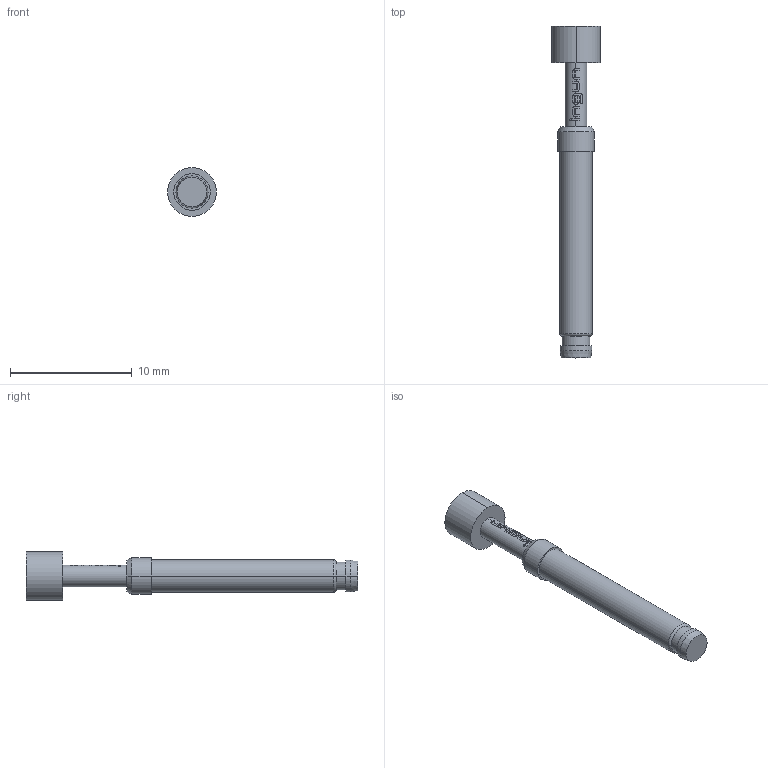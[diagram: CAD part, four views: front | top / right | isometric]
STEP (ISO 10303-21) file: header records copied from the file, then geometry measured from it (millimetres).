
FILE_DESCRIPTION (( 'STEP AP203' ), '1' );
FILE_NAME ('INGUN_GKS-113_302_400_A_xx02.STEP', '2022-09-14T09:25:34', ( 'ochi' ), ( '' ), 'SwSTEP 2.0', 'SolidWorks 2021', '' );
FILE_SCHEMA (( 'CONFIG_CONTROL_DESIGN' ));
Length unit declared in the file: millimetre
Products named in the file (1): INGUN_GKS-113_302_400_A_xx02
Bounding box: 4 x 27.3 x 4 mm (x, y, z)
Volume: 157.2 mm3; surface area: 260.8 mm2
Topology: 1 solids, 1 shells, 96 faces, 259 edges, 170 vertices
Faces by surface type: bspline 62, cylinder 22, plane 6, cone 4, torus 2
Entity records: 4302 total; most frequent: CARTESIAN_POINT 2376, ORIENTED_EDGE 518, EDGE_CURVE 259, B_SPLINE_CURVE_WITH_KNOTS 204, VERTEX_POINT 170, DIRECTION 155, EDGE_LOOP 101, FACE_OUTER_BOUND 96
